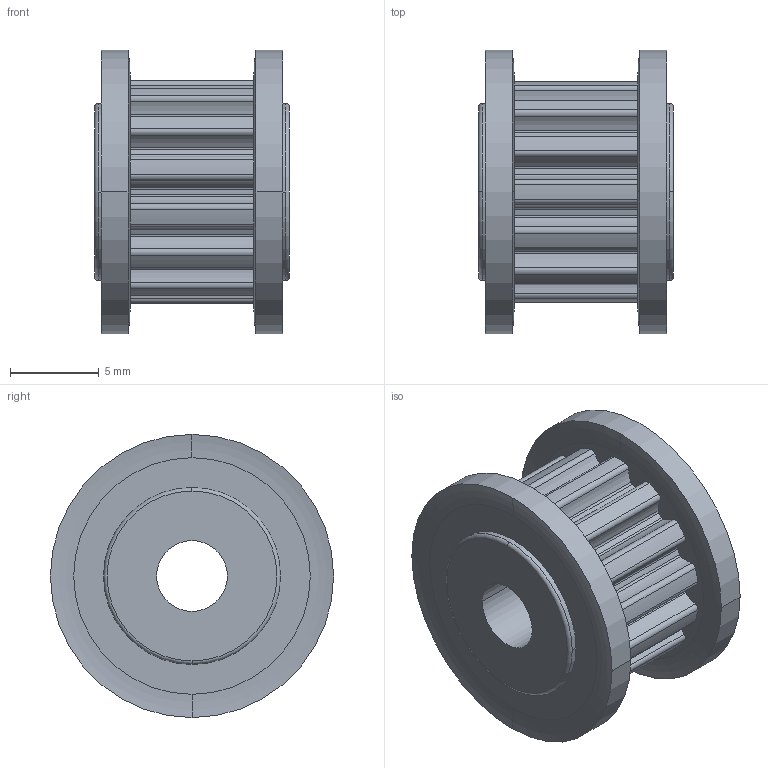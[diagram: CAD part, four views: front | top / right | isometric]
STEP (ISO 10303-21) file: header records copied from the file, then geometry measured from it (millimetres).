
FILE_DESCRIPTION(('STEP AP214'),'1');
FILE_NAME('1_TAAS3M-14-060-H4.step','2023-12-19T08:00:01',(' '),(' '),'Spatial InterOp 3D',' ',' ');
FILE_SCHEMA(('automotive_design'));
Length unit declared in the file: millimetre
Products named in the file (1): 1
Bounding box: 11 x 16 x 16 mm (x, y, z)
Volume: 1298.2 mm3; surface area: 1274.5 mm2
Topology: 1 solids, 1 shells, 140 faces, 408 edges, 274 vertices
Faces by surface type: cylinder 122, torus 12, plane 6
Entity records: 5974 total; most frequent: DIRECTION 976, CARTESIAN_POINT 823, ORIENTED_EDGE 816, AXIS2_PLACEMENT_3D 427, EDGE_CURVE 408, CIRCLE 286, VERTEX_POINT 274, EDGE_LOOP 146
